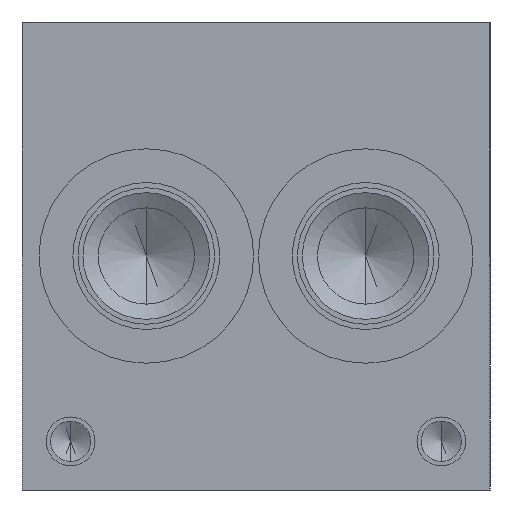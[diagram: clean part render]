
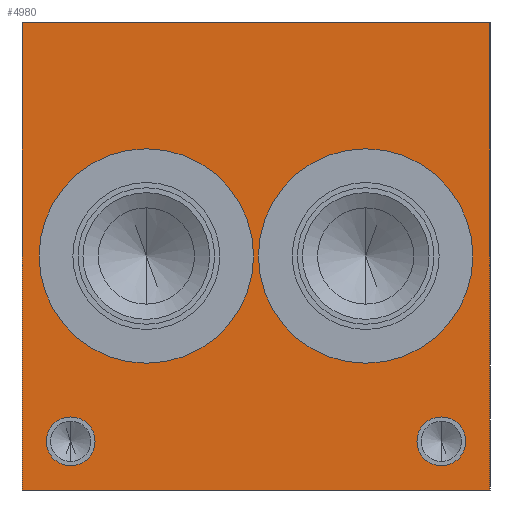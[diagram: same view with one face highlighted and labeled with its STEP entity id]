
A CAD part, left-side view. The second image highlights one B-rep face of the part: STEP entity #4980.
In plain terms, the highlighted planar face has unit normal (-1, 0, 0).
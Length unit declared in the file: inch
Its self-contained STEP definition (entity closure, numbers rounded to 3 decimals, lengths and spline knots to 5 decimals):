
#2476=CARTESIAN_POINT('',(0.0,0.0,3.0));
#2477=VERTEX_POINT('',#2476);
#2478=CARTESIAN_POINT('',(0.0,3.0,3.0));
#2479=VERTEX_POINT('',#2478);
#2480=CARTESIAN_POINT('',(0.0,0.0,3.0));
#2481=DIRECTION('',(0.0,1.0,0.0));
#2482=VECTOR('',#2481,3.0);
#2483=LINE('',#2480,#2482);
#2484=EDGE_CURVE('',#2477,#2479,#2483,.T.);
#4215=CARTESIAN_POINT('',(0.0,0.0,0.0));
#4216=VERTEX_POINT('',#4215);
#4217=CARTESIAN_POINT('',(0.0,0.0,0.0));
#4218=DIRECTION('',(0.0,0.0,1.0));
#4219=VECTOR('',#4218,3.0);
#4220=LINE('',#4217,#4219);
#4221=EDGE_CURVE('',#4216,#2477,#4220,.T.);
#4266=CARTESIAN_POINT('',(0.0,0.312,0.4685));
#4267=VERTEX_POINT('',#4266);
#4268=CARTESIAN_POINT('',(0.0,0.312,0.312));
#4269=DIRECTION('',(1.0,0.0,0.0));
#4270=DIRECTION('',(0.0,-1.0,0.0));
#4271=AXIS2_PLACEMENT_3D('',#4268,#4269,#4270);
#4272=CIRCLE('',#4271,0.1565);
#4273=EDGE_CURVE('',#4267,#4267,#4272,.T.);
#4377=CARTESIAN_POINT('',(0.0,2.688,0.4685));
#4378=VERTEX_POINT('',#4377);
#4379=CARTESIAN_POINT('',(0.0,2.688,0.312));
#4380=DIRECTION('',(1.0,0.0,0.0));
#4381=DIRECTION('',(0.0,-1.0,0.0));
#4382=AXIS2_PLACEMENT_3D('',#4379,#4380,#4381);
#4383=CIRCLE('',#4382,0.1565);
#4384=EDGE_CURVE('',#4378,#4378,#4383,.T.);
#4488=CARTESIAN_POINT('',(0.0,0.797,2.1875));
#4489=VERTEX_POINT('',#4488);
#4490=CARTESIAN_POINT('',(0.0,0.797,1.5));
#4491=DIRECTION('',(1.0,0.0,0.0));
#4492=DIRECTION('',(0.0,-1.0,0.0));
#4493=AXIS2_PLACEMENT_3D('',#4490,#4491,#4492);
#4494=CIRCLE('',#4493,0.6875);
#4495=EDGE_CURVE('',#4489,#4489,#4494,.T.);
#4719=CARTESIAN_POINT('',(0.0,2.203,2.1875));
#4720=VERTEX_POINT('',#4719);
#4721=CARTESIAN_POINT('',(0.0,2.203,1.5));
#4722=DIRECTION('',(1.0,0.0,0.0));
#4723=DIRECTION('',(0.0,-1.0,0.0));
#4724=AXIS2_PLACEMENT_3D('',#4721,#4722,#4723);
#4725=CIRCLE('',#4724,0.6875);
#4726=EDGE_CURVE('',#4720,#4720,#4725,.T.);
#4945=CARTESIAN_POINT('',(0.0,0.0,3.0));
#4946=DIRECTION('',(1.0,0.0,0.0));
#4947=DIRECTION('',(0.0,0.0,-1.0));
#4948=AXIS2_PLACEMENT_3D('',#4945,#4946,#4947);
#4949=PLANE('',#4948);
#4950=ORIENTED_EDGE('',*,*,#2484,.T.);
#4951=CARTESIAN_POINT('',(0.0,3.0,0.0));
#4952=VERTEX_POINT('',#4951);
#4953=CARTESIAN_POINT('',(0.0,3.0,0.0));
#4954=DIRECTION('',(0.0,0.0,1.0));
#4955=VECTOR('',#4954,3.0);
#4956=LINE('',#4953,#4955);
#4957=EDGE_CURVE('',#4952,#2479,#4956,.T.);
#4958=ORIENTED_EDGE('',*,*,#4957,.F.);
#4959=CARTESIAN_POINT('',(0.0,3.0,0.0));
#4960=DIRECTION('',(0.0,-1.0,0.0));
#4961=VECTOR('',#4960,3.0);
#4962=LINE('',#4959,#4961);
#4963=EDGE_CURVE('',#4952,#4216,#4962,.T.);
#4964=ORIENTED_EDGE('',*,*,#4963,.T.);
#4965=ORIENTED_EDGE('',*,*,#4221,.T.);
#4966=EDGE_LOOP('',(#4950,#4958,#4964,#4965));
#4967=FACE_OUTER_BOUND('',#4966,.T.);
#4968=ORIENTED_EDGE('',*,*,#4273,.T.);
#4969=EDGE_LOOP('',(#4968));
#4970=FACE_BOUND('',#4969,.T.);
#4971=ORIENTED_EDGE('',*,*,#4384,.T.);
#4972=EDGE_LOOP('',(#4971));
#4973=FACE_BOUND('',#4972,.T.);
#4974=ORIENTED_EDGE('',*,*,#4495,.T.);
#4975=EDGE_LOOP('',(#4974));
#4976=FACE_BOUND('',#4975,.T.);
#4977=ORIENTED_EDGE('',*,*,#4726,.T.);
#4978=EDGE_LOOP('',(#4977));
#4979=FACE_BOUND('',#4978,.T.);
#4980=ADVANCED_FACE('',(#4967,#4970,#4973,#4976,#4979),#4949,.F.);
